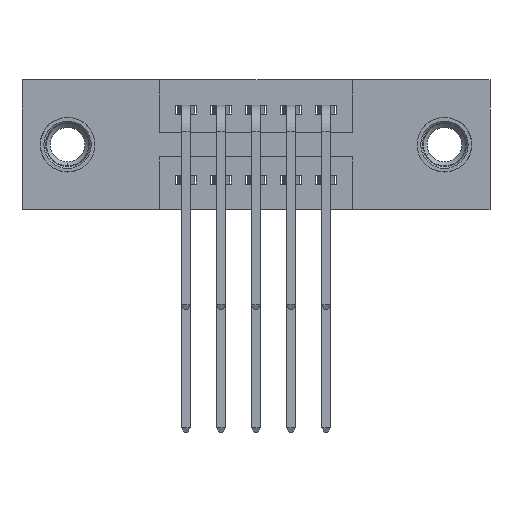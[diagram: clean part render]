
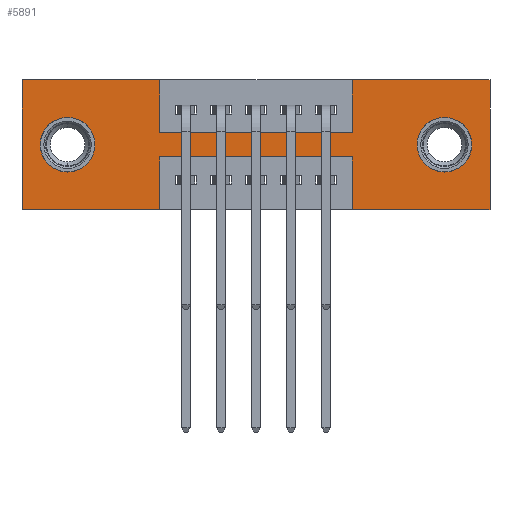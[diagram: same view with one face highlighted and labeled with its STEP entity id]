
A CAD part, front view. The second image highlights one B-rep face of the part: STEP entity #5891.
In plain terms, the highlighted planar face has unit normal (0, -1, 0).
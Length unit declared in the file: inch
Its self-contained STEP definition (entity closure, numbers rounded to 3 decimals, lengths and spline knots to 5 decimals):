
#54 = VERTEX_POINT ( 'NONE', #552 ) ;
#112 = EDGE_CURVE ( 'NONE', #3300, #1413, #3504, .T. ) ;
#361 = CARTESIAN_POINT ( 'NONE',  ( 0.9425, 0., -0.37 ) ) ;
#401 = EDGE_CURVE ( 'NONE', #54, #7712, #10312, .T. ) ;
#408 = LINE ( 'NONE', #9262, #1263 ) ;
#442 = CARTESIAN_POINT ( 'NONE',  ( 0.9425, 0., -0.15 ) ) ;
#552 = CARTESIAN_POINT ( 'NONE',  ( 0.3925, 0., -0.37 ) ) ;
#560 = DIRECTION ( 'NONE',  ( 1., 0., 0. ) ) ;
#677 = CARTESIAN_POINT ( 'NONE',  ( 1.335, 0., -0.37 ) ) ;
#735 = ORIENTED_EDGE ( 'NONE', *, *, #7776, .F. ) ;
#814 = CARTESIAN_POINT ( 'NONE',  ( 0., 0., 0. ) ) ;
#981 = VERTEX_POINT ( 'NONE', #7458 ) ;
#1010 = FACE_BOUND ( 'NONE', #3994, .T. ) ;
#1122 = ORIENTED_EDGE ( 'NONE', *, *, #9338, .T. ) ;
#1178 = EDGE_CURVE ( 'NONE', #2132, #6910, #8126, .T. ) ;
#1260 = VECTOR ( 'NONE', #4380, 39.37008 ) ;
#1263 = VECTOR ( 'NONE', #3879, 39.37008 ) ;
#1309 = DIRECTION ( 'NONE',  ( 1., 0., 0. ) ) ;
#1381 = VECTOR ( 'NONE', #10046, 39.37008 ) ;
#1412 = DIRECTION ( 'NONE',  ( 0., 0., -1. ) ) ;
#1413 = VERTEX_POINT ( 'NONE', #442 ) ;
#1522 = EDGE_CURVE ( 'NONE', #10974, #6716, #8267, .T. ) ;
#1585 = FACE_BOUND ( 'NONE', #4514, .T. ) ;
#1613 = LINE ( 'NONE', #6450, #8547 ) ;
#1643 = CARTESIAN_POINT ( 'NONE',  ( 0.13, 0., -0.185 ) ) ;
#1647 = EDGE_CURVE ( 'NONE', #9694, #8046, #11278, .T. ) ;
#1726 = EDGE_CURVE ( 'NONE', #8046, #9694, #8844, .T. ) ;
#1748 = CARTESIAN_POINT ( 'NONE',  ( 0.3925, 0., 0. ) ) ;
#1852 = VERTEX_POINT ( 'NONE', #8249 ) ;
#1869 = FACE_OUTER_BOUND ( 'NONE', #10398, .T. ) ;
#1890 = EDGE_CURVE ( 'NONE', #7712, #10974, #8554, .T. ) ;
#2132 = VERTEX_POINT ( 'NONE', #4752 ) ;
#2596 = ORIENTED_EDGE ( 'NONE', *, *, #1890, .F. ) ;
#2622 = DIRECTION ( 'NONE',  ( 0., 0., 1. ) ) ;
#2671 = DIRECTION ( 'NONE',  ( 0., 0., 1. ) ) ;
#2715 = DIRECTION ( 'NONE',  ( 0., 1., 0. ) ) ;
#2716 = ORIENTED_EDGE ( 'NONE', *, *, #11538, .F. ) ;
#2775 = CARTESIAN_POINT ( 'NONE',  ( 0.3925, 0., 0. ) ) ;
#2830 = CARTESIAN_POINT ( 'NONE',  ( 0.9425, 0., -0.22 ) ) ;
#2850 = AXIS2_PLACEMENT_3D ( 'NONE', #1643, #2715, #2671 ) ;
#2929 = VERTEX_POINT ( 'NONE', #2830 ) ;
#3089 = CIRCLE ( 'NONE', #8436, 0.078 ) ;
#3105 = VERTEX_POINT ( 'NONE', #361 ) ;
#3300 = VERTEX_POINT ( 'NONE', #11031 ) ;
#3398 = CARTESIAN_POINT ( 'NONE',  ( 1.205, 0., -0.263 ) ) ;
#3504 = LINE ( 'NONE', #5122, #1381 ) ;
#3603 = DIRECTION ( 'NONE',  ( 0., 0., -1. ) ) ;
#3758 = VECTOR ( 'NONE', #4626, 39.37008 ) ;
#3789 = DIRECTION ( 'NONE',  ( 0., 1., 0. ) ) ;
#3836 = DIRECTION ( 'NONE',  ( 0., 0., 1. ) ) ;
#3879 = DIRECTION ( 'NONE',  ( -1., 0., 0. ) ) ;
#3979 = ORIENTED_EDGE ( 'NONE', *, *, #1178, .T. ) ;
#3994 = EDGE_LOOP ( 'NONE', ( #8331, #5087 ) ) ;
#4030 = DIRECTION ( 'NONE',  ( 0., 1., 0. ) ) ;
#4096 = ORIENTED_EDGE ( 'NONE', *, *, #8166, .F. ) ;
#4184 = CARTESIAN_POINT ( 'NONE',  ( 0., 0., 0. ) ) ;
#4218 = CARTESIAN_POINT ( 'NONE',  ( 0.9425, 0., 0. ) ) ;
#4223 = CARTESIAN_POINT ( 'NONE',  ( 0.13, 0., -0.263 ) ) ;
#4380 = DIRECTION ( 'NONE',  ( 0., 0., -1. ) ) ;
#4474 = ORIENTED_EDGE ( 'NONE', *, *, #6128, .F. ) ;
#4514 = EDGE_LOOP ( 'NONE', ( #3979, #1122 ) ) ;
#4626 = DIRECTION ( 'NONE',  ( 0., 0., 1. ) ) ;
#4752 = CARTESIAN_POINT ( 'NONE',  ( 1.205, 0., -0.107 ) ) ;
#4913 = CARTESIAN_POINT ( 'NONE',  ( 1.205, 0., -0.185 ) ) ;
#5087 = ORIENTED_EDGE ( 'NONE', *, *, #1726, .T. ) ;
#5122 = CARTESIAN_POINT ( 'NONE',  ( 0.3925, 0., -0.15 ) ) ;
#5319 = EDGE_CURVE ( 'NONE', #1852, #54, #7563, .T. ) ;
#5320 = VECTOR ( 'NONE', #10328, 39.37008 ) ;
#5336 = VECTOR ( 'NONE', #560, 39.37008 ) ;
#5526 = DIRECTION ( 'NONE',  ( 0., 0., -1. ) ) ;
#5687 = LINE ( 'NONE', #7768, #6929 ) ;
#5891 = ADVANCED_FACE ( 'NONE', ( #1585, #1010, #1869 ), #7169, .T. ) ;
#5918 = LINE ( 'NONE', #10006, #11574 ) ;
#5946 = CARTESIAN_POINT ( 'NONE',  ( 0.3925, 0., -0.37 ) ) ;
#6128 = EDGE_CURVE ( 'NONE', #6515, #981, #10516, .T. ) ;
#6173 = AXIS2_PLACEMENT_3D ( 'NONE', #10889, #7289, #3603 ) ;
#6206 = CARTESIAN_POINT ( 'NONE',  ( 0., 0., -0.37 ) ) ;
#6283 = VECTOR ( 'NONE', #1309, 39.37008 ) ;
#6401 = LINE ( 'NONE', #1748, #1260 ) ;
#6408 = VECTOR ( 'NONE', #3836, 39.37008 ) ;
#6450 = CARTESIAN_POINT ( 'NONE',  ( 0.9425, 0., 0. ) ) ;
#6515 = VERTEX_POINT ( 'NONE', #4218 ) ;
#6716 = VERTEX_POINT ( 'NONE', #2775 ) ;
#6781 = ORIENTED_EDGE ( 'NONE', *, *, #5319, .F. ) ;
#6847 = DIRECTION ( 'NONE',  ( 0., 1., 0. ) ) ;
#6910 = VERTEX_POINT ( 'NONE', #3398 ) ;
#6924 = CARTESIAN_POINT ( 'NONE',  ( 1.205, 0., -0.185 ) ) ;
#6929 = VECTOR ( 'NONE', #6931, 39.37008 ) ;
#6931 = DIRECTION ( 'NONE',  ( -1., 0., 0. ) ) ;
#7139 = DIRECTION ( 'NONE',  ( -1., 0., 0. ) ) ;
#7169 = PLANE ( 'NONE',  #6173 ) ;
#7289 = DIRECTION ( 'NONE',  ( 0., -1., 0. ) ) ;
#7364 = ORIENTED_EDGE ( 'NONE', *, *, #10316, .F. ) ;
#7458 = CARTESIAN_POINT ( 'NONE',  ( 1.335, 0., 0. ) ) ;
#7563 = LINE ( 'NONE', #5946, #5320 ) ;
#7712 = VERTEX_POINT ( 'NONE', #6206 ) ;
#7746 = ORIENTED_EDGE ( 'NONE', *, *, #1522, .F. ) ;
#7768 = CARTESIAN_POINT ( 'NONE',  ( 0.3925, 0., -0.22 ) ) ;
#7771 = LINE ( 'NONE', #8010, #6408 ) ;
#7776 = EDGE_CURVE ( 'NONE', #3105, #2929, #7771, .T. ) ;
#7821 = EDGE_CURVE ( 'NONE', #9660, #3105, #408, .T. ) ;
#8010 = CARTESIAN_POINT ( 'NONE',  ( 0.9425, 0., -0.37 ) ) ;
#8046 = VERTEX_POINT ( 'NONE', #4223 ) ;
#8126 = CIRCLE ( 'NONE', #8592, 0.078 ) ;
#8127 = DIRECTION ( 'NONE',  ( 0., 0., 1. ) ) ;
#8166 = EDGE_CURVE ( 'NONE', #6716, #3300, #6401, .T. ) ;
#8249 = CARTESIAN_POINT ( 'NONE',  ( 0.3925, 0., -0.22 ) ) ;
#8267 = LINE ( 'NONE', #4184, #5336 ) ;
#8291 = AXIS2_PLACEMENT_3D ( 'NONE', #11710, #3789, #2622 ) ;
#8331 = ORIENTED_EDGE ( 'NONE', *, *, #1647, .T. ) ;
#8436 = AXIS2_PLACEMENT_3D ( 'NONE', #4913, #4030, #11240 ) ;
#8547 = VECTOR ( 'NONE', #8127, 39.37008 ) ;
#8554 = LINE ( 'NONE', #10060, #3758 ) ;
#8592 = AXIS2_PLACEMENT_3D ( 'NONE', #6924, #6847, #1412 ) ;
#8844 = CIRCLE ( 'NONE', #2850, 0.078 ) ;
#8906 = EDGE_CURVE ( 'NONE', #2929, #1852, #5687, .T. ) ;
#9262 = CARTESIAN_POINT ( 'NONE',  ( 0., 0., -0.37 ) ) ;
#9338 = EDGE_CURVE ( 'NONE', #6910, #2132, #3089, .T. ) ;
#9511 = ORIENTED_EDGE ( 'NONE', *, *, #8906, .F. ) ;
#9660 = VERTEX_POINT ( 'NONE', #677 ) ;
#9694 = VERTEX_POINT ( 'NONE', #11558 ) ;
#10006 = CARTESIAN_POINT ( 'NONE',  ( 1.335, 0., 0. ) ) ;
#10046 = DIRECTION ( 'NONE',  ( 1., 0., 0. ) ) ;
#10060 = CARTESIAN_POINT ( 'NONE',  ( 0., 0., 0. ) ) ;
#10312 = LINE ( 'NONE', #10739, #11588 ) ;
#10316 = EDGE_CURVE ( 'NONE', #981, #9660, #5918, .T. ) ;
#10328 = DIRECTION ( 'NONE',  ( 0., 0., -1. ) ) ;
#10398 = EDGE_LOOP ( 'NONE', ( #6781, #9511, #735, #10786, #7364, #4474, #2716, #11484, #4096, #7746, #2596, #10768 ) ) ;
#10516 = LINE ( 'NONE', #11269, #6283 ) ;
#10739 = CARTESIAN_POINT ( 'NONE',  ( 0., 0., -0.37 ) ) ;
#10768 = ORIENTED_EDGE ( 'NONE', *, *, #401, .F. ) ;
#10786 = ORIENTED_EDGE ( 'NONE', *, *, #7821, .F. ) ;
#10889 = CARTESIAN_POINT ( 'NONE',  ( 0., 0., -0.37 ) ) ;
#10974 = VERTEX_POINT ( 'NONE', #814 ) ;
#11031 = CARTESIAN_POINT ( 'NONE',  ( 0.3925, 0., -0.15 ) ) ;
#11240 = DIRECTION ( 'NONE',  ( 0., 0., -1. ) ) ;
#11269 = CARTESIAN_POINT ( 'NONE',  ( 0., 0., 0. ) ) ;
#11278 = CIRCLE ( 'NONE', #8291, 0.078 ) ;
#11484 = ORIENTED_EDGE ( 'NONE', *, *, #112, .F. ) ;
#11538 = EDGE_CURVE ( 'NONE', #1413, #6515, #1613, .T. ) ;
#11558 = CARTESIAN_POINT ( 'NONE',  ( 0.13, 0., -0.107 ) ) ;
#11574 = VECTOR ( 'NONE', #5526, 39.37008 ) ;
#11588 = VECTOR ( 'NONE', #7139, 39.37008 ) ;
#11710 = CARTESIAN_POINT ( 'NONE',  ( 0.13, 0., -0.185 ) ) ;
